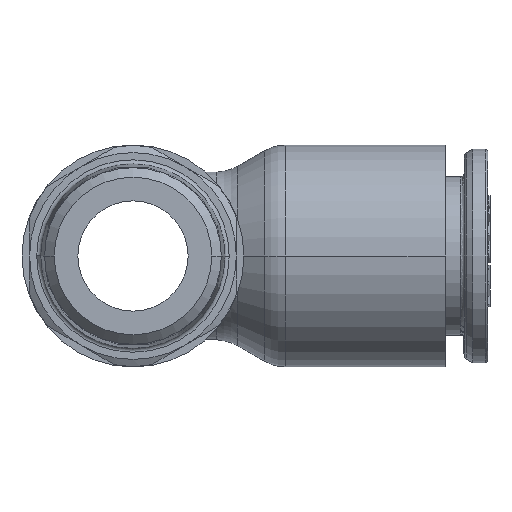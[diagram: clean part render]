
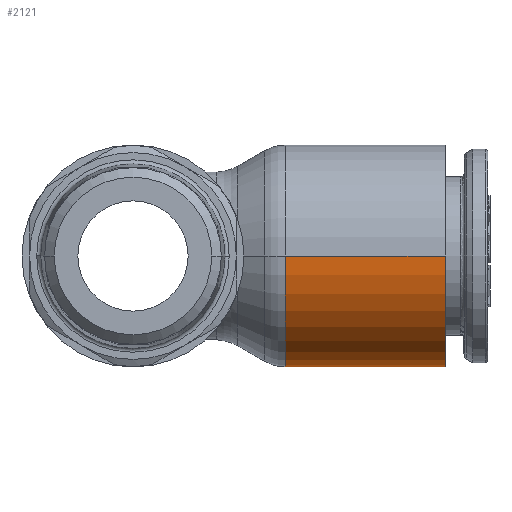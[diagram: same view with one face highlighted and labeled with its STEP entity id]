
A CAD part, left-side view. The second image highlights one B-rep face of the part: STEP entity #2121.
In plain terms, the highlighted cylindrical face has radius 8.05 mm (diameter 16.1 mm), a partial arc.
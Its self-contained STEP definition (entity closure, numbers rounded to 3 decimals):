
#2121=ADVANCED_FACE('',(#5356),#5357,.T.);
#5356=FACE_OUTER_BOUND('',#10635,.T.);
#5357=CYLINDRICAL_SURFACE('',#10636,8.05);
#10635=EDGE_LOOP('',(#20382,#20383,#20384,#20385));
#10636=AXIS2_PLACEMENT_3D('',#20386,#20387,#20388);
#20382=ORIENTED_EDGE('',*,*,#32152,.F.);
#20383=ORIENTED_EDGE('',*,*,#32153,.F.);
#20384=ORIENTED_EDGE('',*,*,#32154,.F.);
#20385=ORIENTED_EDGE('',*,*,#32155,.T.);
#20386=CARTESIAN_POINT('',(0.0,1.133,0.0));
#20387=DIRECTION('',(0.0,1.0,-0.0));
#20388=DIRECTION('',(-1.0,0.0,0.0));
#32152=EDGE_CURVE('',#36477,#38241,#38242,.T.);
#32153=EDGE_CURVE('',#36479,#36477,#38243,.T.);
#32154=EDGE_CURVE('',#38244,#36479,#38245,.T.);
#32155=EDGE_CURVE('',#38244,#38241,#38246,.T.);
#36477=VERTEX_POINT('',#44441);
#36479=VERTEX_POINT('',#44443);
#38241=VERTEX_POINT('',#47676);
#38242=LINE('',#47677,#47678);
#38243=CIRCLE('',#47679,8.05);
#38244=VERTEX_POINT('',#47680);
#38245=LINE('',#47681,#47682);
#38246=CIRCLE('',#47683,8.05);
#44441=CARTESIAN_POINT('',(-8.05,-11.054,0.0));
#44443=CARTESIAN_POINT('',(8.05,-11.054,0.));
#47676=CARTESIAN_POINT('',(-8.05,-22.65,0.0));
#47677=CARTESIAN_POINT('',(-8.05,-16.852,0.));
#47678=VECTOR('',#59447,1.0);
#47679=AXIS2_PLACEMENT_3D('',#59448,#59449,#59450);
#47680=CARTESIAN_POINT('',(8.05,-22.65,0.));
#47681=CARTESIAN_POINT('',(8.05,-16.852,0.));
#47682=VECTOR('',#59451,1.0);
#47683=AXIS2_PLACEMENT_3D('',#59452,#59453,#59454);
#59447=DIRECTION('',(-0.0,-1.0,-0.0));
#59448=CARTESIAN_POINT('',(0.0,-11.054,0.0));
#59449=DIRECTION('',(-0.0,1.0,0.0));
#59450=DIRECTION('',(1.0,0.0,0.0));
#59451=DIRECTION('',(0.0,1.0,-0.0));
#59452=CARTESIAN_POINT('',(0.0,-22.65,0.0));
#59453=DIRECTION('',(-0.0,1.0,0.0));
#59454=DIRECTION('',(1.0,0.0,0.0));
